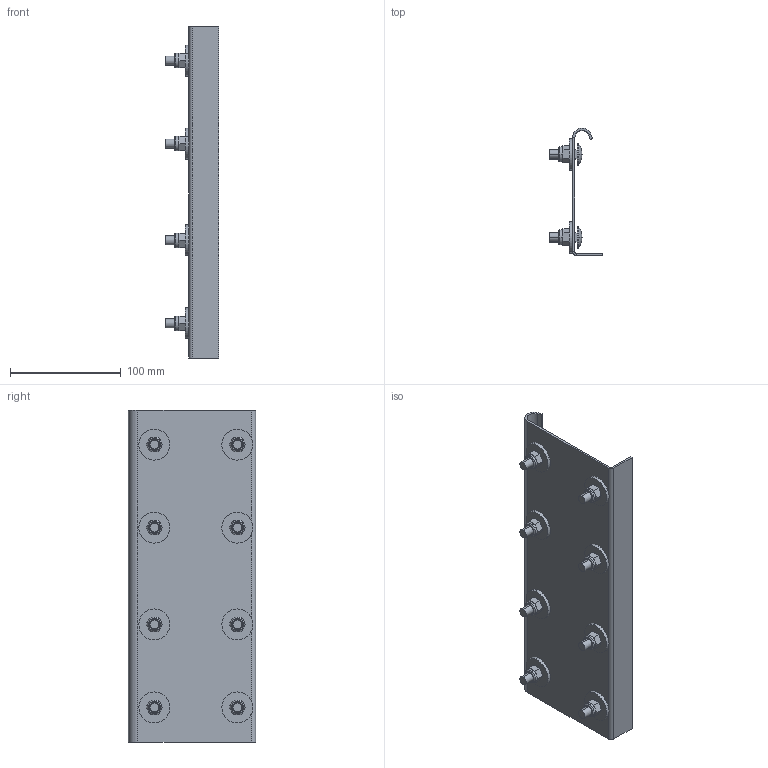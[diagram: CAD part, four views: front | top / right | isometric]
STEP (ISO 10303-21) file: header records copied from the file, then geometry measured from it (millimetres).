
FILE_DESCRIPTION (( 'STEP AP214' ), '1' );
FILE_NAME ('6216670.stp', '2016-08-01T06:40:51', ( '' ), ( '' ), 'SwSTEP 2.0', 'SolidWorks 2014', '' );
FILE_SCHEMA (( 'AUTOMOTIVE_DESIGN' ));
Length unit declared in the file: millimetre
Products named in the file (5): 011081_DIN 440-R-9; 009321_DIN EN ISO 7040 - M8 - N; KTS 14.002-024_M8x25-; 100243_Standard; 6216670
Assembly tree (25 placements, depth 2):
  6216670
    100243_Standard
    KTS 14.002-024_M8x25-  x8
    009321_DIN EN ISO 7040 - M8 - N  x8
    011081_DIN 440-R-9  x8
Bounding box: 48 x 115 x 300 mm (x, y, z)
Volume: 128826.5 mm3; surface area: 122341.7 mm2
Topology: 25 solids, 25 shells, 462 faces, 988 edges, 592 vertices
Faces by surface type: plane 218, cylinder 116, cone 96, sphere 16, torus 16
Entity records: 3447 total; most frequent: CARTESIAN_POINT 666, DIRECTION 542, ORIENTED_EDGE 492, EDGE_CURVE 246, AXIS2_PLACEMENT_3D 187, VECTOR 168, LINE 168, VERTEX_POINT 151
